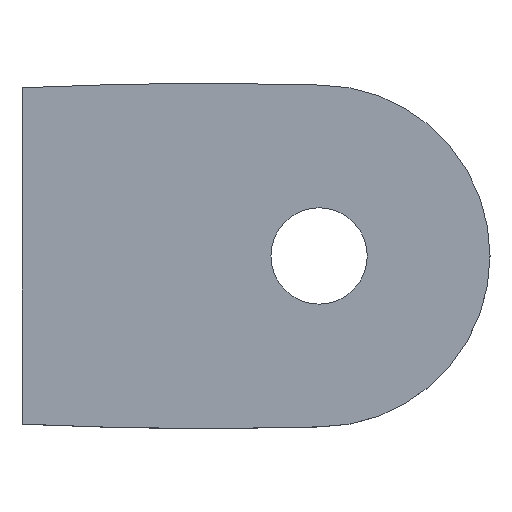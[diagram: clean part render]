
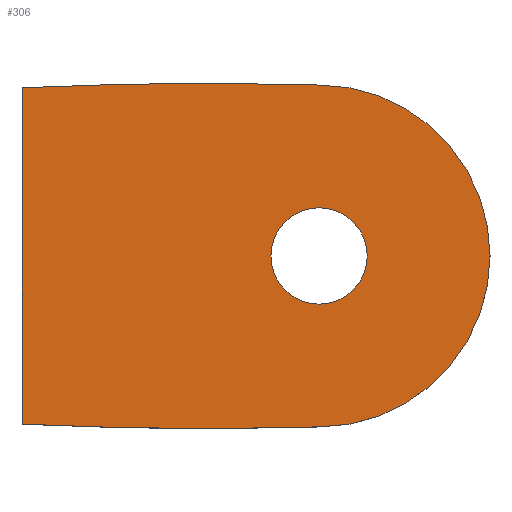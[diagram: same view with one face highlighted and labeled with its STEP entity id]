
A CAD part, top view. The second image highlights one B-rep face of the part: STEP entity #306.
In plain terms, the highlighted planar face has unit normal (0, 0, 1).
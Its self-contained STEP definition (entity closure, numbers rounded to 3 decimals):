
#32=CARTESIAN_POINT('',(48.2,-0.,290.811));
#33=VERTEX_POINT('',#32);
#42=CARTESIAN_POINT('',(44.,-0.,290.811));
#43=DIRECTION('',(0.,0.,1.));
#44=DIRECTION('',(1.,0.,-0.));
#45=AXIS2_PLACEMENT_3D('',#42,#43,#44);
#46=CIRCLE('',#45,4.2);
#47=EDGE_CURVE('',#33,#33,#46,.T.);
#170=CARTESIAN_POINT('',(18.1,-14.666,290.811));
#171=VERTEX_POINT('',#170);
#178=CARTESIAN_POINT('',(18.1,14.666,290.811));
#179=VERTEX_POINT('',#178);
#180=CARTESIAN_POINT('',(18.1,14.666,290.811));
#181=DIRECTION('',(0.,-1.,0.));
#182=VECTOR('',#181,29.332);
#183=LINE('',#180,#182);
#184=EDGE_CURVE('',#179,#171,#183,.T.);
#215=CARTESIAN_POINT('',(44.022,-14.9,290.811));
#216=VERTEX_POINT('',#215);
#217=CARTESIAN_POINT('',(34.053,316.783,290.811));
#218=DIRECTION('',(0.,0.,1.));
#219=DIRECTION('',(1.,0.,-0.));
#220=AXIS2_PLACEMENT_3D('',#217,#218,#219);
#221=CIRCLE('',#220,331.832);
#222=EDGE_CURVE('',#171,#216,#221,.T.);
#240=CARTESIAN_POINT('',(58.9,0.,290.811));
#241=VERTEX_POINT('',#240);
#249=CARTESIAN_POINT('',(44.022,14.9,290.811));
#250=VERTEX_POINT('',#249);
#257=CARTESIAN_POINT('',(44.,0.,290.811));
#258=DIRECTION('',(0.,0.,1.));
#259=DIRECTION('',(1.,0.,-0.));
#260=AXIS2_PLACEMENT_3D('',#257,#258,#259);
#261=CIRCLE('',#260,14.9);
#262=EDGE_CURVE('',#241,#250,#261,.T.);
#272=CARTESIAN_POINT('',(34.053,-316.783,290.811));
#273=DIRECTION('',(0.,0.,1.));
#274=DIRECTION('',(1.,0.,-0.));
#275=AXIS2_PLACEMENT_3D('',#272,#273,#274);
#276=CIRCLE('',#275,331.832);
#277=EDGE_CURVE('',#250,#179,#276,.T.);
#285=CARTESIAN_POINT('',(0.,0.,290.811));
#286=DIRECTION('',(0.,0.,1.));
#287=DIRECTION('',(1.,0.,0.));
#288=AXIS2_PLACEMENT_3D('',#285,#286,#287);
#289=PLANE('',#288);
#290=ORIENTED_EDGE('',*,*,#47,.F.);
#291=EDGE_LOOP('',(#290));
#292=FACE_BOUND('',#291,.T.);
#293=ORIENTED_EDGE('',*,*,#184,.T.);
#294=ORIENTED_EDGE('',*,*,#222,.T.);
#295=CARTESIAN_POINT('',(44.,0.,290.811));
#296=DIRECTION('',(0.,0.,1.));
#297=DIRECTION('',(1.,0.,-0.));
#298=AXIS2_PLACEMENT_3D('',#295,#296,#297);
#299=CIRCLE('',#298,14.9);
#300=EDGE_CURVE('',#216,#241,#299,.T.);
#301=ORIENTED_EDGE('',*,*,#300,.T.);
#302=ORIENTED_EDGE('',*,*,#262,.T.);
#303=ORIENTED_EDGE('',*,*,#277,.T.);
#304=EDGE_LOOP('',(#293,#294,#301,#302,#303));
#305=FACE_BOUND('',#304,.T.);
#306=ADVANCED_FACE('',(#292,#305),#289,.T.);
